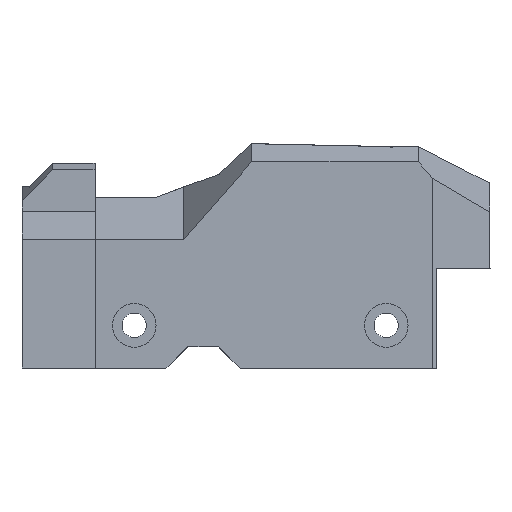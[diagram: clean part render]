
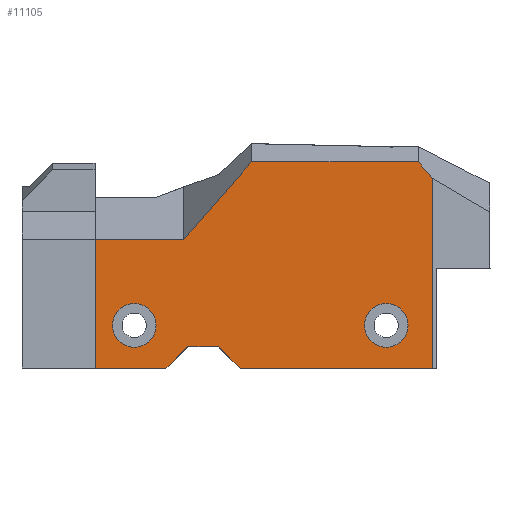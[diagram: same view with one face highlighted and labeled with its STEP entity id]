
A CAD part, left-side view. The second image highlights one B-rep face of the part: STEP entity #11105.
In plain terms, the highlighted planar face has unit normal (-1, 0, 0).
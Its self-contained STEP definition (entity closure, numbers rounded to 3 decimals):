
#948=FACE_BOUND('',#2334,.T.);
#949=FACE_BOUND('',#2335,.T.);
#1085=PLANE('',#12109);
#1681=FACE_OUTER_BOUND('',#2333,.T.);
#2333=EDGE_LOOP('',(#10007,#10008,#10009,#10010,#10011,#10012,#10013,#10014,
#10015,#10016,#10017));
#2334=EDGE_LOOP('',(#10018));
#2335=EDGE_LOOP('',(#10019));
#2954=LINE('',#34197,#3537);
#3017=LINE('',#34443,#3600);
#3020=LINE('',#34450,#3603);
#3034=LINE('',#34840,#3617);
#3037=LINE('',#34850,#3620);
#3038=LINE('',#34853,#3621);
#3040=LINE('',#34857,#3623);
#3041=LINE('',#34859,#3624);
#3042=LINE('',#34860,#3625);
#3043=LINE('',#34862,#3626);
#3044=LINE('',#34863,#3627);
#3537=VECTOR('',#14151,10.);
#3600=VECTOR('',#14322,10.);
#3603=VECTOR('',#14327,10.);
#3617=VECTOR('',#14373,10.);
#3620=VECTOR('',#14386,10.);
#3621=VECTOR('',#14389,10.);
#3623=VECTOR('',#14393,10.);
#3624=VECTOR('',#14394,10.);
#3625=VECTOR('',#14395,10.);
#3626=VECTOR('',#14396,10.);
#3627=VECTOR('',#14397,10.);
#4137=CIRCLE('',#12080,3.05);
#4139=CIRCLE('',#12083,3.05);
#5108=VERTEX_POINT('',#34191);
#5110=VERTEX_POINT('',#34195);
#5176=VERTEX_POINT('',#34428);
#5178=VERTEX_POINT('',#34434);
#5180=VERTEX_POINT('',#34440);
#5181=VERTEX_POINT('',#34442);
#5183=VERTEX_POINT('',#34447);
#5184=VERTEX_POINT('',#34449);
#5196=VERTEX_POINT('',#34838);
#5199=VERTEX_POINT('',#34852);
#5200=VERTEX_POINT('',#34856);
#5201=VERTEX_POINT('',#34858);
#5202=VERTEX_POINT('',#34861);
#6706=EDGE_CURVE('',#5110,#5108,#2954,.F.);
#6793=EDGE_CURVE('',#5176,#5176,#4137,.F.);
#6796=EDGE_CURVE('',#5178,#5178,#4139,.F.);
#6800=EDGE_CURVE('',#5181,#5180,#3017,.T.);
#6803=EDGE_CURVE('',#5183,#5184,#3020,.F.);
#6825=EDGE_CURVE('',#5196,#5183,#3034,.F.);
#6830=EDGE_CURVE('',#5180,#5108,#3037,.T.);
#6831=EDGE_CURVE('',#5199,#5181,#3038,.T.);
#6833=EDGE_CURVE('',#5200,#5110,#3040,.F.);
#6834=EDGE_CURVE('',#5201,#5200,#3041,.T.);
#6835=EDGE_CURVE('',#5184,#5201,#3042,.F.);
#6836=EDGE_CURVE('',#5196,#5202,#3043,.T.);
#6837=EDGE_CURVE('',#5199,#5202,#3044,.F.);
#10007=ORIENTED_EDGE('',*,*,#6830,.T.);
#10008=ORIENTED_EDGE('',*,*,#6706,.F.);
#10009=ORIENTED_EDGE('',*,*,#6833,.F.);
#10010=ORIENTED_EDGE('',*,*,#6834,.F.);
#10011=ORIENTED_EDGE('',*,*,#6835,.F.);
#10012=ORIENTED_EDGE('',*,*,#6803,.F.);
#10013=ORIENTED_EDGE('',*,*,#6825,.F.);
#10014=ORIENTED_EDGE('',*,*,#6836,.T.);
#10015=ORIENTED_EDGE('',*,*,#6837,.F.);
#10016=ORIENTED_EDGE('',*,*,#6831,.T.);
#10017=ORIENTED_EDGE('',*,*,#6800,.T.);
#10018=ORIENTED_EDGE('',*,*,#6796,.T.);
#10019=ORIENTED_EDGE('',*,*,#6793,.T.);
#11105=ADVANCED_FACE('',(#1681,#948,#949),#1085,.T.);
#12080=AXIS2_PLACEMENT_3D('',#34429,#14307,#14308);
#12083=AXIS2_PLACEMENT_3D('',#34435,#14314,#14315);
#12109=AXIS2_PLACEMENT_3D('',#34855,#14391,#14392);
#14151=DIRECTION('',(0.,0.,1.));
#14307=DIRECTION('center_axis',(-1.,0.,0.));
#14308=DIRECTION('ref_axis',(0.,0.,
1.));
#14314=DIRECTION('center_axis',(-1.,0.,0.));
#14315=DIRECTION('ref_axis',(0.,0.,
1.));
#14322=DIRECTION('',(0.,0.,1.));
#14327=DIRECTION('',(0.,-0.752,-0.659));
#14373=DIRECTION('',(0.,0.,-1.));
#14386=DIRECTION('',(0.,-0.707,0.707));
#14389=DIRECTION('',(0.,0.707,0.707));
#14391=DIRECTION('center_axis',(-1.,0.,0.));
#14392=DIRECTION('ref_axis',(0.,-1.,0.));
#14393=DIRECTION('',(0.,1.,0.));
#14394=DIRECTION('',(0.,-0.752,0.659));
#14395=DIRECTION('',(0.,0.,-1.));
#14396=DIRECTION('',(0.,-1.,0.));
#14397=DIRECTION('',(0.,0.,1.));
#34191=CARTESIAN_POINT('',(-37.999,3.101,-32.491));
#34195=CARTESIAN_POINT('',(-37.999,3.101,-5.6));
#34197=CARTESIAN_POINT('',(-37.999,3.101,-17.625));
#34428=CARTESIAN_POINT('',(-37.999,9.101,-15.15));
#34429=CARTESIAN_POINT('Origin',(-37.999,9.101,-12.1));
#34434=CARTESIAN_POINT('',(-37.999,9.101,-50.35));
#34435=CARTESIAN_POINT('Origin',(-37.999,9.101,-47.3));
#34440=CARTESIAN_POINT('',(-37.999,6.152,-35.541));
#34442=CARTESIAN_POINT('',(-37.999,6.152,-39.824));
#34443=CARTESIAN_POINT('',(-37.999,6.151,-19.466));
#34447=CARTESIAN_POINT('',(-37.999,21.1,-40.4));
#34449=CARTESIAN_POINT('',(-37.999,31.941,-30.9));
#34450=CARTESIAN_POINT('',(-37.999,35.33,-27.931));
#34838=CARTESIAN_POINT('',(-37.999,21.1,-52.7));
#34840=CARTESIAN_POINT('',(-37.999,21.1,-23.377));
#34850=CARTESIAN_POINT('',(-37.999,0.065,-29.455));
#34852=CARTESIAN_POINT('',(-37.999,3.101,-42.876));
#34853=CARTESIAN_POINT('',(-37.999,18.805,-27.169));
#34855=CARTESIAN_POINT('Origin',(-37.999,20.001,-0.2));
#34856=CARTESIAN_POINT('',(-37.999,29.659,-5.6));
#34857=CARTESIAN_POINT('',(-37.999,38.638,-5.6));
#34858=CARTESIAN_POINT('',(-37.999,31.941,-7.6));
#34859=CARTESIAN_POINT('',(-37.999,28.793,-4.841));
#34860=CARTESIAN_POINT('',(-37.999,31.941,-0.2));
#34861=CARTESIAN_POINT('',(-37.999,3.101,-52.7));
#34862=CARTESIAN_POINT('',(-37.999,27.5,-52.7));
#34863=CARTESIAN_POINT('',(-37.999,3.101,-17.625));
